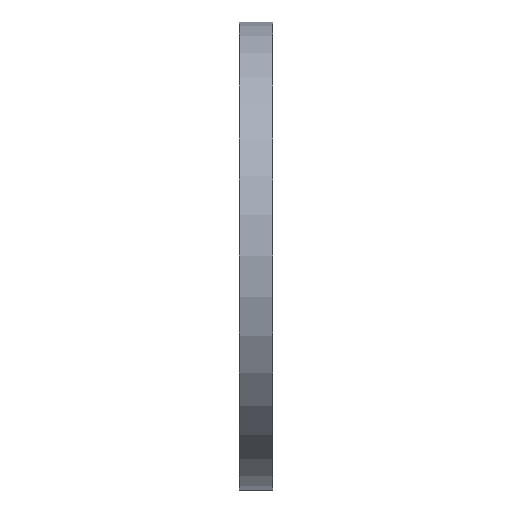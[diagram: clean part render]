
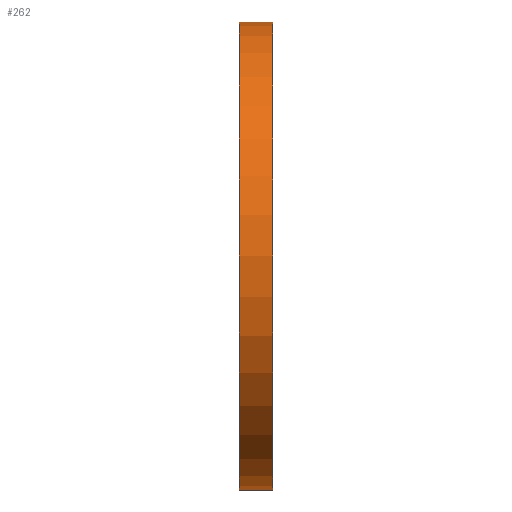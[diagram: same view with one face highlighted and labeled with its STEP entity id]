
A CAD part, left-side view. The second image highlights one B-rep face of the part: STEP entity #262.
In plain terms, the highlighted cylindrical face has radius 170 mm (diameter 340 mm), a partial arc.
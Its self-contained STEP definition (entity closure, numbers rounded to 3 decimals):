
#1 = CARTESIAN_POINT ( 'NONE',  ( 0., 24., 170. ) ) ;
#32 = EDGE_LOOP ( 'NONE', ( #193, #138, #551, #280 ) ) ;
#87 = CIRCLE ( 'NONE', #963, 170. ) ;
#90 = FACE_OUTER_BOUND ( 'NONE', #32, .T. ) ;
#138 = ORIENTED_EDGE ( 'NONE', *, *, #785, .F. ) ;
#180 = VERTEX_POINT ( 'NONE', #1 ) ;
#185 = DIRECTION ( 'NONE',  ( 0., -1., 0. ) ) ;
#193 = ORIENTED_EDGE ( 'NONE', *, *, #378, .F. ) ;
#212 = EDGE_CURVE ( 'NONE', #628, #435, #87, .T. ) ;
#215 = VECTOR ( 'NONE', #246, 1000. ) ;
#225 = CARTESIAN_POINT ( 'NONE',  ( 0., 0., -170. ) ) ;
#246 = DIRECTION ( 'NONE',  ( 0., -1., 0. ) ) ;
#262 = ADVANCED_FACE ( 'NONE', ( #90 ), #995, .T. ) ;
#263 = CARTESIAN_POINT ( 'NONE',  ( 0., 24., 0. ) ) ;
#274 = DIRECTION ( 'NONE',  ( 0., 0., 1. ) ) ;
#280 = ORIENTED_EDGE ( 'NONE', *, *, #212, .T. ) ;
#308 = CIRCLE ( 'NONE', #458, 170. ) ;
#378 = EDGE_CURVE ( 'NONE', #180, #435, #999, .T. ) ;
#387 = EDGE_CURVE ( 'NONE', #892, #628, #511, .T. ) ;
#414 = DIRECTION ( 'NONE',  ( 0., 0., 1. ) ) ;
#435 = VERTEX_POINT ( 'NONE', #939 ) ;
#458 = AXIS2_PLACEMENT_3D ( 'NONE', #580, #683, #274 ) ;
#511 = LINE ( 'NONE', #847, #215 ) ;
#551 = ORIENTED_EDGE ( 'NONE', *, *, #387, .T. ) ;
#580 = CARTESIAN_POINT ( 'NONE',  ( 0., 24., 0. ) ) ;
#628 = VERTEX_POINT ( 'NONE', #225 ) ;
#668 = CARTESIAN_POINT ( 'NONE',  ( 0., 24., -170. ) ) ;
#670 = DIRECTION ( 'NONE',  ( 0., 0., -1. ) ) ;
#683 = DIRECTION ( 'NONE',  ( 0., 1., 0. ) ) ;
#743 = DIRECTION ( 'NONE',  ( 0., 1., 0. ) ) ;
#748 = CARTESIAN_POINT ( 'NONE',  ( 0., 0., 0. ) ) ;
#785 = EDGE_CURVE ( 'NONE', #892, #180, #308, .T. ) ;
#847 = CARTESIAN_POINT ( 'NONE',  ( 0., 24., -170. ) ) ;
#873 = VECTOR ( 'NONE', #185, 1000. ) ;
#892 = VERTEX_POINT ( 'NONE', #668 ) ;
#906 = DIRECTION ( 'NONE',  ( 0., -1., 0. ) ) ;
#923 = CARTESIAN_POINT ( 'NONE',  ( 0., 24., 170. ) ) ;
#939 = CARTESIAN_POINT ( 'NONE',  ( 0., 0., 170. ) ) ;
#963 = AXIS2_PLACEMENT_3D ( 'NONE', #748, #743, #414 ) ;
#972 = AXIS2_PLACEMENT_3D ( 'NONE', #263, #906, #670 ) ;
#995 = CYLINDRICAL_SURFACE ( 'NONE', #972, 170. ) ;
#999 = LINE ( 'NONE', #923, #873 ) ;
